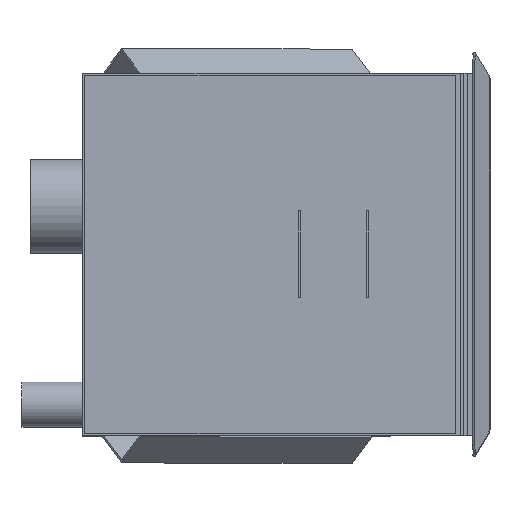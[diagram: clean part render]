
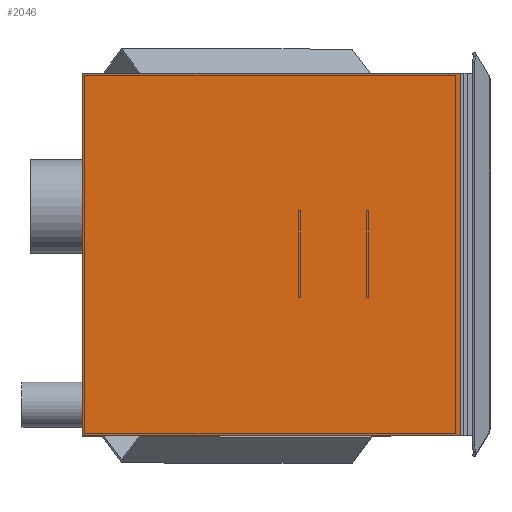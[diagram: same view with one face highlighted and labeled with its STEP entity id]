
A CAD part, top view. The second image highlights one B-rep face of the part: STEP entity #2046.
In plain terms, the highlighted planar face has unit normal (0, 0, 1).
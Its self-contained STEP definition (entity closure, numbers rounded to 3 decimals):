
#2046=ADVANCED_FACE('',(#18043),#18045,.T.);
#18043=FACE_BOUND('',#18044,.T.);
#18044=EDGE_LOOP('',(#29845,#29846,#29847,#29848));
#18045=PLANE('',#18046);
#18046=AXIS2_PLACEMENT_3D('',#18047,#18048,#18049);
#18047=CARTESIAN_POINT('',(-104.25,0.,268.8));
#18048=DIRECTION('',(0.,0.,1.));
#18049=DIRECTION('',(0.,-1.,0.));
#29845=ORIENTED_EDGE('',*,*,#35037,.T.);
#29846=ORIENTED_EDGE('',*,*,#35009,.T.);
#29847=ORIENTED_EDGE('',*,*,#35048,.F.);
#29848=ORIENTED_EDGE('',*,*,#34967,.F.);
#34967=EDGE_CURVE('',#37993,#37995,#37996,.T.);
#35009=EDGE_CURVE('',#38054,#38059,#38061,.T.);
#35037=EDGE_CURVE('',#37993,#38054,#38109,.T.);
#35048=EDGE_CURVE('',#37995,#38059,#38129,.T.);
#37993=VERTEX_POINT('',#50710);
#37995=VERTEX_POINT('',#50714);
#37996=LINE('',#50715,#50716);
#38054=VERTEX_POINT('',#50870);
#38059=VERTEX_POINT('',#50879);
#38061=LINE('',#50883,#50884);
#38109=LINE('',#51007,#51008);
#38129=LINE('',#51049,#51050);
#50710=CARTESIAN_POINT('',(-104.25,3.,268.8));
#50714=CARTESIAN_POINT('',(104.25,3.,268.8));
#50715=CARTESIAN_POINT('',(-104.25,3.,268.8));
#50716=VECTOR('',#50717,1.);
#50717=DIRECTION('',(1.,0.,0.));
#50870=CARTESIAN_POINT('',(-104.25,-214.4,268.8));
#50879=CARTESIAN_POINT('',(104.25,-214.4,268.8));
#50883=CARTESIAN_POINT('',(-104.25,-214.4,268.8));
#50884=VECTOR('',#50885,1.);
#50885=DIRECTION('',(1.,0.,0.));
#51007=CARTESIAN_POINT('',(-104.25,3.,268.8));
#51008=VECTOR('',#51009,1.);
#51009=DIRECTION('',(0.,-1.,0.));
#51049=CARTESIAN_POINT('',(104.25,3.,268.8));
#51050=VECTOR('',#51051,1.);
#51051=DIRECTION('',(0.,-1.,0.));
